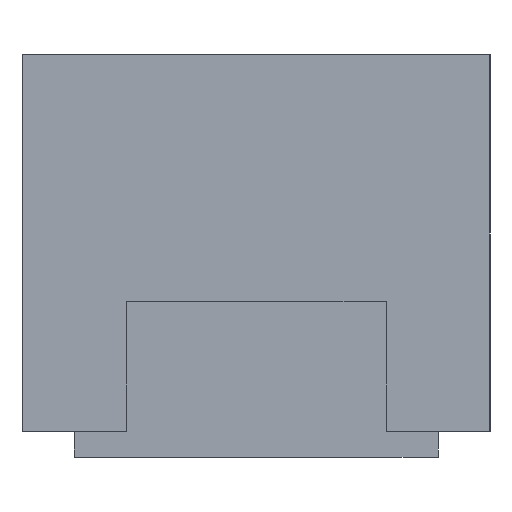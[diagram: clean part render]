
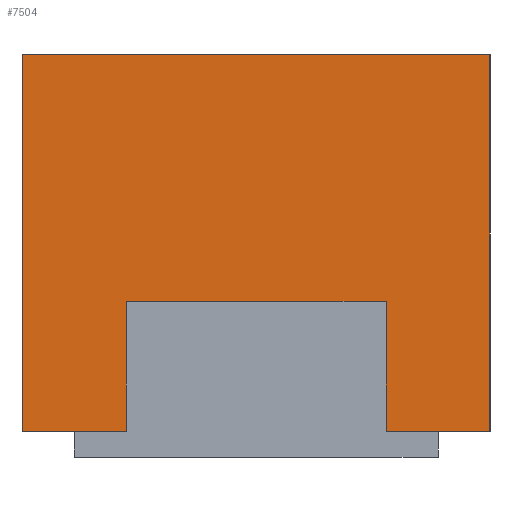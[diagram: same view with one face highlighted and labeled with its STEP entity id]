
A CAD part, left-side view. The second image highlights one B-rep face of the part: STEP entity #7504.
In plain terms, the highlighted planar face has unit normal (-1, 0, 0).
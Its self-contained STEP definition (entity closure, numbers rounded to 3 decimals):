
#181 = CARTESIAN_POINT ( 'NONE',  ( -0.85, 0.45, 0.775 ) ) ;
#358 = EDGE_CURVE ( 'NONE', #7352, #7939, #581, .T. ) ;
#495 = CARTESIAN_POINT ( 'NONE',  ( -0.85, 0.45, 0.05 ) ) ;
#581 = LINE ( 'NONE', #10212, #11976 ) ;
#751 = LINE ( 'NONE', #9497, #3455 ) ;
#850 = ORIENTED_EDGE ( 'NONE', *, *, #11603, .T. ) ;
#887 = AXIS2_PLACEMENT_3D ( 'NONE', #181, #3973, #11562 ) ;
#942 = EDGE_CURVE ( 'NONE', #2005, #2528, #1282, .T. ) ;
#1145 = CARTESIAN_POINT ( 'NONE',  ( -0.85, 0.25, 0.3 ) ) ;
#1282 = LINE ( 'NONE', #4317, #1630 ) ;
#1460 = EDGE_CURVE ( 'NONE', #2528, #2048, #2690, .T. ) ;
#1630 = VECTOR ( 'NONE', #4074, 1000. ) ;
#1943 = ORIENTED_EDGE ( 'NONE', *, *, #9796, .F. ) ;
#1966 = VECTOR ( 'NONE', #4205, 1000. ) ;
#2005 = VERTEX_POINT ( 'NONE', #2075 ) ;
#2048 = VERTEX_POINT ( 'NONE', #1145 ) ;
#2075 = CARTESIAN_POINT ( 'NONE',  ( -0.85, -0.25, 0.05 ) ) ;
#2318 = CARTESIAN_POINT ( 'NONE',  ( -0.85, 0.45, 0.775 ) ) ;
#2528 = VERTEX_POINT ( 'NONE', #11165 ) ;
#2690 = LINE ( 'NONE', #5410, #6001 ) ;
#2883 = VECTOR ( 'NONE', #11657, 1000. ) ;
#2959 = EDGE_LOOP ( 'NONE', ( #11092, #850, #1943, #7771, #6761, #7131, #4366, #11247 ) ) ;
#3070 = LINE ( 'NONE', #7861, #2883 ) ;
#3140 = VERTEX_POINT ( 'NONE', #5703 ) ;
#3455 = VECTOR ( 'NONE', #3895, 1000. ) ;
#3661 = CARTESIAN_POINT ( 'NONE',  ( -0.85, 0.45, 0.05 ) ) ;
#3895 = DIRECTION ( 'NONE',  ( 0., 0., -1. ) ) ;
#3973 = DIRECTION ( 'NONE',  ( 1., 0., 0. ) ) ;
#4074 = DIRECTION ( 'NONE',  ( 0., 0., 1. ) ) ;
#4205 = DIRECTION ( 'NONE',  ( 0., 0., -1. ) ) ;
#4317 = CARTESIAN_POINT ( 'NONE',  ( -0.85, -0.25, 0.3 ) ) ;
#4366 = ORIENTED_EDGE ( 'NONE', *, *, #7544, .F. ) ;
#5294 = VERTEX_POINT ( 'NONE', #9952 ) ;
#5410 = CARTESIAN_POINT ( 'NONE',  ( -0.85, 0.25, 0.3 ) ) ;
#5516 = EDGE_CURVE ( 'NONE', #7834, #5294, #10062, .T. ) ;
#5601 = FACE_OUTER_BOUND ( 'NONE', #2959, .T. ) ;
#5703 = CARTESIAN_POINT ( 'NONE',  ( -0.85, -0.45, 0.05 ) ) ;
#6001 = VECTOR ( 'NONE', #7351, 1000. ) ;
#6299 = DIRECTION ( 'NONE',  ( 0., -1., 0. ) ) ;
#6761 = ORIENTED_EDGE ( 'NONE', *, *, #10953, .T. ) ;
#7131 = ORIENTED_EDGE ( 'NONE', *, *, #5516, .T. ) ;
#7351 = DIRECTION ( 'NONE',  ( 0., 1., 0. ) ) ;
#7352 = VERTEX_POINT ( 'NONE', #2318 ) ;
#7405 = DIRECTION ( 'NONE',  ( 0., -1., 0. ) ) ;
#7504 = ADVANCED_FACE ( 'NONE', ( #5601 ), #8699, .F. ) ;
#7544 = EDGE_CURVE ( 'NONE', #2048, #5294, #751, .T. ) ;
#7648 = LINE ( 'NONE', #9637, #9656 ) ;
#7771 = ORIENTED_EDGE ( 'NONE', *, *, #358, .F. ) ;
#7834 = VERTEX_POINT ( 'NONE', #495 ) ;
#7861 = CARTESIAN_POINT ( 'NONE',  ( -0.85, 0.45, 0.775 ) ) ;
#7939 = VERTEX_POINT ( 'NONE', #8078 ) ;
#8078 = CARTESIAN_POINT ( 'NONE',  ( -0.85, -0.45, 0.775 ) ) ;
#8397 = VECTOR ( 'NONE', #7405, 1000. ) ;
#8699 = PLANE ( 'NONE',  #887 ) ;
#8800 = CARTESIAN_POINT ( 'NONE',  ( -0.85, -0.45, 0.775 ) ) ;
#8995 = LINE ( 'NONE', #8800, #1966 ) ;
#9497 = CARTESIAN_POINT ( 'NONE',  ( -0.85, 0.25, 0.3 ) ) ;
#9637 = CARTESIAN_POINT ( 'NONE',  ( -0.85, 0.45, 0.05 ) ) ;
#9656 = VECTOR ( 'NONE', #12301, 1000. ) ;
#9796 = EDGE_CURVE ( 'NONE', #7939, #3140, #8995, .T. ) ;
#9952 = CARTESIAN_POINT ( 'NONE',  ( -0.85, 0.25, 0.05 ) ) ;
#10062 = LINE ( 'NONE', #3661, #8397 ) ;
#10212 = CARTESIAN_POINT ( 'NONE',  ( -0.85, 0.45, 0.775 ) ) ;
#10953 = EDGE_CURVE ( 'NONE', #7352, #7834, #3070, .T. ) ;
#11092 = ORIENTED_EDGE ( 'NONE', *, *, #942, .F. ) ;
#11165 = CARTESIAN_POINT ( 'NONE',  ( -0.85, -0.25, 0.3 ) ) ;
#11247 = ORIENTED_EDGE ( 'NONE', *, *, #1460, .F. ) ;
#11562 = DIRECTION ( 'NONE',  ( 0., 1., 0. ) ) ;
#11603 = EDGE_CURVE ( 'NONE', #2005, #3140, #7648, .T. ) ;
#11657 = DIRECTION ( 'NONE',  ( 0., 0., -1. ) ) ;
#11976 = VECTOR ( 'NONE', #6299, 1000. ) ;
#12301 = DIRECTION ( 'NONE',  ( 0., -1., 0. ) ) ;
